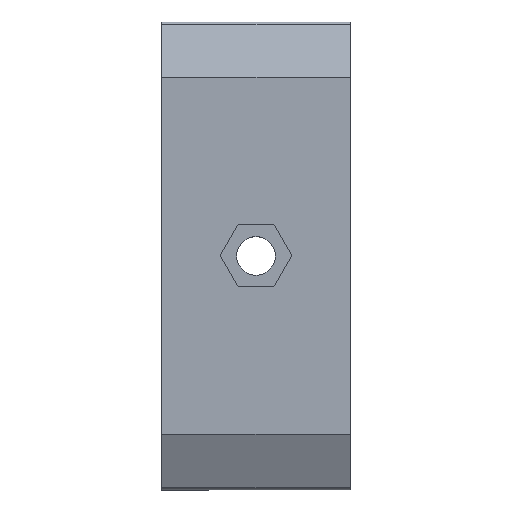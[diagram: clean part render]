
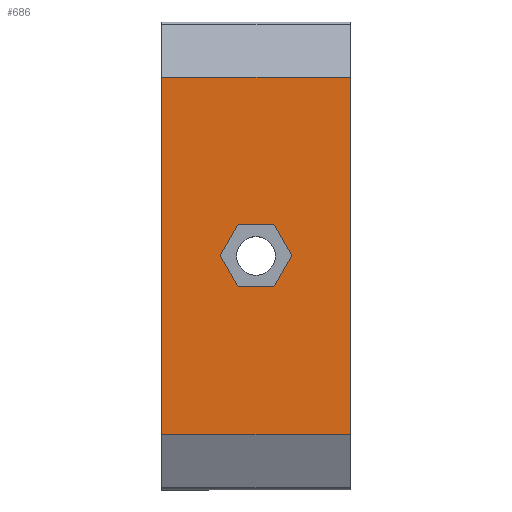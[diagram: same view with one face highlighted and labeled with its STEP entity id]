
A CAD part, top view. The second image highlights one B-rep face of the part: STEP entity #686.
In plain terms, the highlighted planar face has unit normal (0, 0, 1).
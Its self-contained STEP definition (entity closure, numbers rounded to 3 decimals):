
#31=FACE_BOUND('',#136,.T.);
#59=PLANE('',#763);
#95=FACE_OUTER_BOUND('',#135,.T.);
#135=EDGE_LOOP('',(#623,#624,#625,#626));
#136=EDGE_LOOP('',(#627,#628,#629,#630,#631,#632));
#183=LINE('',#1069,#262);
#186=LINE('',#1079,#265);
#191=LINE('',#1090,#270);
#195=LINE('',#1098,#274);
#198=LINE('',#1104,#277);
#201=LINE('',#1110,#280);
#204=LINE('',#1116,#283);
#207=LINE('',#1121,#286);
#215=LINE('',#1142,#294);
#216=LINE('',#1143,#295);
#262=VECTOR('',#874,10.);
#265=VECTOR('',#885,10.);
#270=VECTOR('',#894,10.);
#274=VECTOR('',#900,10.);
#277=VECTOR('',#905,10.);
#280=VECTOR('',#910,10.);
#283=VECTOR('',#915,10.);
#286=VECTOR('',#920,10.);
#294=VECTOR('',#944,10.);
#295=VECTOR('',#945,10.);
#347=VERTEX_POINT('',#1066);
#348=VERTEX_POINT('',#1068);
#351=VERTEX_POINT('',#1078);
#354=VERTEX_POINT('',#1088);
#355=VERTEX_POINT('',#1089);
#358=VERTEX_POINT('',#1097);
#360=VERTEX_POINT('',#1103);
#362=VERTEX_POINT('',#1109);
#364=VERTEX_POINT('',#1115);
#370=VERTEX_POINT('',#1141);
#424=EDGE_CURVE('',#347,#348,#183,.T.);
#429=EDGE_CURVE('',#351,#348,#186,.T.);
#434=EDGE_CURVE('',#354,#355,#191,.T.);
#438=EDGE_CURVE('',#358,#354,#195,.T.);
#441=EDGE_CURVE('',#360,#358,#198,.T.);
#444=EDGE_CURVE('',#362,#360,#201,.T.);
#447=EDGE_CURVE('',#364,#362,#204,.T.);
#450=EDGE_CURVE('',#355,#364,#207,.T.);
#460=EDGE_CURVE('',#351,#370,#215,.T.);
#461=EDGE_CURVE('',#370,#347,#216,.T.);
#623=ORIENTED_EDGE('',*,*,#460,.F.);
#624=ORIENTED_EDGE('',*,*,#429,.T.);
#625=ORIENTED_EDGE('',*,*,#424,.F.);
#626=ORIENTED_EDGE('',*,*,#461,.F.);
#627=ORIENTED_EDGE('',*,*,#434,.T.);
#628=ORIENTED_EDGE('',*,*,#450,.T.);
#629=ORIENTED_EDGE('',*,*,#447,.T.);
#630=ORIENTED_EDGE('',*,*,#444,.T.);
#631=ORIENTED_EDGE('',*,*,#441,.T.);
#632=ORIENTED_EDGE('',*,*,#438,.T.);
#686=ADVANCED_FACE('',(#95,#31),#59,.T.);
#763=AXIS2_PLACEMENT_3D('',#1140,#942,#943);
#874=DIRECTION('',(0.,-1.,0.));
#885=DIRECTION('',(1.,0.,0.));
#894=DIRECTION('',(0.5,0.866,0.));
#900=DIRECTION('',(-0.5,0.866,0.));
#905=DIRECTION('',(-1.,0.,0.));
#910=DIRECTION('',(-0.5,-0.866,0.));
#915=DIRECTION('',(0.5,-0.866,0.));
#920=DIRECTION('',(1.,0.,0.));
#942=DIRECTION('center_axis',(0.,0.,1.));
#943=DIRECTION('ref_axis',(0.,-1.,0.));
#944=DIRECTION('',(0.,1.,0.));
#945=DIRECTION('',(1.,0.,0.));
#1066=CARTESIAN_POINT('',(40.,37.87,17.));
#1068=CARTESIAN_POINT('',(40.,-37.87,17.));
#1069=CARTESIAN_POINT('',(40.,-52.87,17.));
#1078=CARTESIAN_POINT('',(0.,-37.87,17.));
#1079=CARTESIAN_POINT('',(0.,-37.87,17.));
#1088=CARTESIAN_POINT('',(12.379,0.,17.));
#1089=CARTESIAN_POINT('',(16.189,6.6,17.));
#1090=CARTESIAN_POINT('',(19.031,11.521,17.));
#1097=CARTESIAN_POINT('',(16.189,-6.6,17.));
#1098=CARTESIAN_POINT('',(4.538,13.581,17.));
#1103=CARTESIAN_POINT('',(23.811,-6.6,17.));
#1104=CARTESIAN_POINT('',(11.905,-6.6,17.));
#1109=CARTESIAN_POINT('',(27.621,0.,17.));
#1110=CARTESIAN_POINT('',(32.367,8.221,17.));
#1115=CARTESIAN_POINT('',(23.811,6.6,17.));
#1116=CARTESIAN_POINT('',(14.064,23.481,17.));
#1121=CARTESIAN_POINT('',(8.095,6.6,17.));
#1140=CARTESIAN_POINT('Origin',(0.,37.87,17.));
#1141=CARTESIAN_POINT('',(0.,37.87,17.));
#1142=CARTESIAN_POINT('',(0.,-52.87,17.));
#1143=CARTESIAN_POINT('',(0.,37.87,17.));
